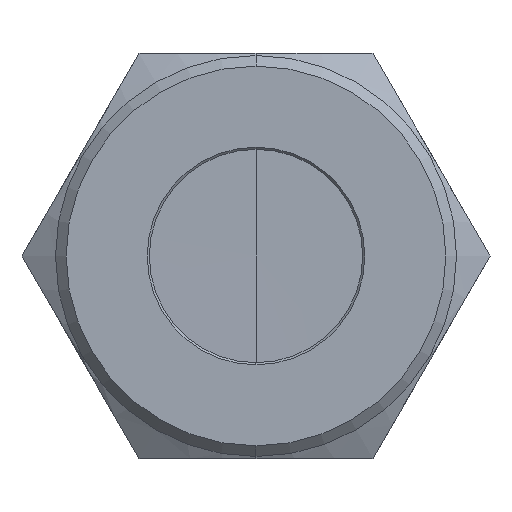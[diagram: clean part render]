
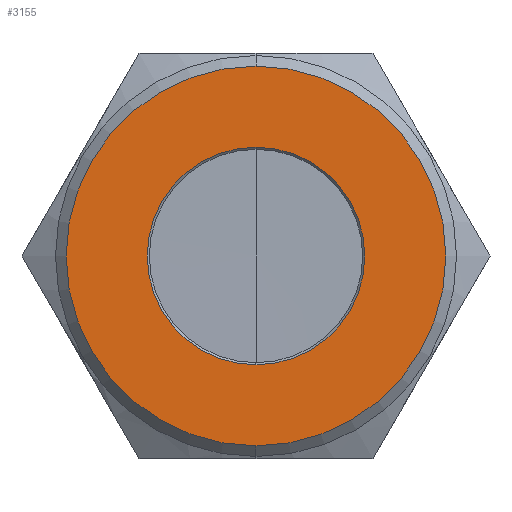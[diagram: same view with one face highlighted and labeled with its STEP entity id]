
A CAD part, front view. The second image highlights one B-rep face of the part: STEP entity #3155.
In plain terms, the highlighted planar face has unit normal (0, -1, 0).
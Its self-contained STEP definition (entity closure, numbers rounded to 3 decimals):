
#7 = VERTEX_POINT ( 'NONE', #1458 ) ;
#12 = VERTEX_POINT ( 'NONE', #1450 ) ;
#17 = VERTEX_POINT ( 'NONE', #1445 ) ;
#43 = VERTEX_POINT ( 'NONE', #1421 ) ;
#184 = DIRECTION ( 'NONE',  ( 0., 0., 1. ) ) ;
#185 = DIRECTION ( 'NONE',  ( 0., -1., 0. ) ) ;
#186 = CARTESIAN_POINT ( 'NONE',  ( -9.4, -9., 0. ) ) ;
#193 = PLANE ( 'NONE',  #1572 ) ;
#340 = FACE_OUTER_BOUND ( 'NONE', #3433, .T. ) ;
#344 = FACE_BOUND ( 'NONE', #3426, .T. ) ;
#891 = CARTESIAN_POINT ( 'NONE',  ( 0., -9., 0. ) ) ;
#892 = DIRECTION ( 'NONE',  ( 0., -1., 0. ) ) ;
#893 = DIRECTION ( 'NONE',  ( 0., 0., 1. ) ) ;
#896 = CARTESIAN_POINT ( 'NONE',  ( 0., -9., 0. ) ) ;
#897 = DIRECTION ( 'NONE',  ( 0., 1., 0. ) ) ;
#898 = DIRECTION ( 'NONE',  ( 0., 0., -1. ) ) ;
#1421 = CARTESIAN_POINT ( 'NONE',  ( 0., -9., 5.1 ) ) ;
#1445 = CARTESIAN_POINT ( 'NONE',  ( 0., -9., -5.1 ) ) ;
#1450 = CARTESIAN_POINT ( 'NONE',  ( 0., -9., 8.9 ) ) ;
#1458 = CARTESIAN_POINT ( 'NONE',  ( 0., -9., -8.9 ) ) ;
#1572 = AXIS2_PLACEMENT_3D ( 'NONE', #186, #185, #184 ) ;
#1888 = AXIS2_PLACEMENT_3D ( 'NONE', #2539, #2540, #2541 ) ;
#1894 = AXIS2_PLACEMENT_3D ( 'NONE', #2572, #2573, #2574 ) ;
#1922 = AXIS2_PLACEMENT_3D ( 'NONE', #891, #892, #893 ) ;
#1923 = AXIS2_PLACEMENT_3D ( 'NONE', #896, #897, #898 ) ;
#2539 = CARTESIAN_POINT ( 'NONE',  ( 0., -9., 0. ) ) ;
#2540 = DIRECTION ( 'NONE',  ( 0., -1., 0. ) ) ;
#2541 = DIRECTION ( 'NONE',  ( 0., 0., 1. ) ) ;
#2572 = CARTESIAN_POINT ( 'NONE',  ( 0., -9., 0. ) ) ;
#2573 = DIRECTION ( 'NONE',  ( 0., 1., 0. ) ) ;
#2574 = DIRECTION ( 'NONE',  ( 0., 0., -1. ) ) ;
#2655 = CIRCLE ( 'NONE', #1888, 8.9 ) ;
#2686 = CIRCLE ( 'NONE', #1894, 5.1 ) ;
#2759 = CIRCLE ( 'NONE', #1922, 8.9 ) ;
#2760 = CIRCLE ( 'NONE', #1923, 5.1 ) ;
#2988 = ORIENTED_EDGE ( 'NONE', *, *, #3583, .T. ) ;
#2989 = ORIENTED_EDGE ( 'NONE', *, *, #3504, .T. ) ;
#2990 = ORIENTED_EDGE ( 'NONE', *, *, #3517, .T. ) ;
#2991 = ORIENTED_EDGE ( 'NONE', *, *, #3584, .T. ) ;
#3155 = ADVANCED_FACE ( 'NONE', ( #340, #344 ), #193, .T. ) ;
#3426 = EDGE_LOOP ( 'NONE', ( #2990, #2991 ) ) ;
#3433 = EDGE_LOOP ( 'NONE', ( #2988, #2989 ) ) ;
#3504 = EDGE_CURVE ( 'NONE', #12, #7, #2655, .T. ) ;
#3517 = EDGE_CURVE ( 'NONE', #43, #17, #2686, .T. ) ;
#3583 = EDGE_CURVE ( 'NONE', #7, #12, #2759, .T. ) ;
#3584 = EDGE_CURVE ( 'NONE', #17, #43, #2760, .T. ) ;
